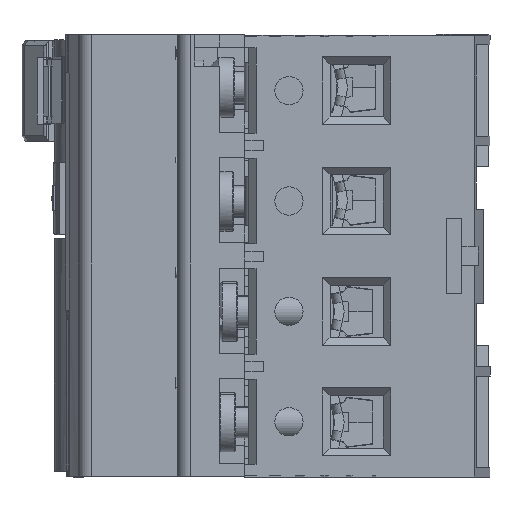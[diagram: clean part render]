
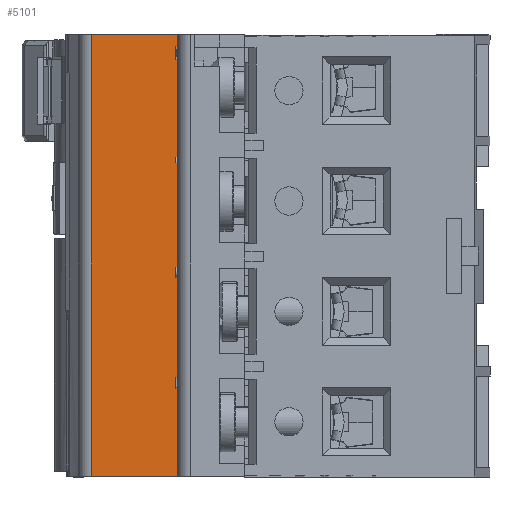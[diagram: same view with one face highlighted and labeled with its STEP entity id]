
A CAD part, left-side view. The second image highlights one B-rep face of the part: STEP entity #5101.
In plain terms, the highlighted planar face has unit normal (-1, 0, 0).
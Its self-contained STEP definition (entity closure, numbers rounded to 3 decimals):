
#2646 = VECTOR ( 'NONE', #5447, 1000. ) ;
#3019 = DIRECTION ( 'NONE',  ( 0., -1., 0. ) ) ;
#5101 = ADVANCED_FACE ( 'NONE', ( #41549 ), #37523, .T. ) ;
#5447 = DIRECTION ( 'NONE',  ( 0., 0., -1. ) ) ;
#5942 = VERTEX_POINT ( 'NONE', #28718 ) ;
#9384 = EDGE_CURVE ( 'NONE', #64650, #64697, #50216, .T. ) ;
#9977 = CARTESIAN_POINT ( 'NONE',  ( 132.45, 70.554, 19.113 ) ) ;
#12346 = EDGE_LOOP ( 'NONE', ( #19368, #15762, #30576, #56089 ) ) ;
#14790 = DIRECTION ( 'NONE',  ( 0., -1., 0. ) ) ;
#15762 = ORIENTED_EDGE ( 'NONE', *, *, #50910, .T. ) ;
#16443 = VECTOR ( 'NONE', #54818, 1000. ) ;
#18560 = LINE ( 'NONE', #45200, #39596 ) ;
#19368 = ORIENTED_EDGE ( 'NONE', *, *, #35423, .T. ) ;
#22793 = VECTOR ( 'NONE', #51875, 1000. ) ;
#24719 = EDGE_CURVE ( 'NONE', #64650, #5942, #33768, .T. ) ;
#25213 = CARTESIAN_POINT ( 'NONE',  ( 132.45, 70.554, -19.487 ) ) ;
#25795 = DIRECTION ( 'NONE',  ( -1., 0., 0. ) ) ;
#28718 = CARTESIAN_POINT ( 'NONE',  ( 132.45, 56.753, -51.287 ) ) ;
#30576 = ORIENTED_EDGE ( 'NONE', *, *, #24719, .F. ) ;
#33765 = AXIS2_PLACEMENT_3D ( 'NONE', #55394, #25795, #3019 ) ;
#33768 = LINE ( 'NONE', #70816, #2646 ) ;
#35423 = EDGE_CURVE ( 'NONE', #64697, #50871, #73965, .T. ) ;
#37523 = PLANE ( 'NONE',  #33765 ) ;
#39596 = VECTOR ( 'NONE', #14790, 1000. ) ;
#41549 = FACE_OUTER_BOUND ( 'NONE', #12346, .T. ) ;
#45200 = CARTESIAN_POINT ( 'NONE',  ( 132.45, 70.554, -51.287 ) ) ;
#50216 = LINE ( 'NONE', #9977, #22793 ) ;
#50871 = VERTEX_POINT ( 'NONE', #62548 ) ;
#50910 = EDGE_CURVE ( 'NONE', #50871, #5942, #18560, .T. ) ;
#51875 = DIRECTION ( 'NONE',  ( 0., 1., 0. ) ) ;
#53844 = CARTESIAN_POINT ( 'NONE',  ( 132.45, 70.554, 19.113 ) ) ;
#54818 = DIRECTION ( 'NONE',  ( 0., 0., -1. ) ) ;
#55394 = CARTESIAN_POINT ( 'NONE',  ( 132.45, 70.554, -19.487 ) ) ;
#56089 = ORIENTED_EDGE ( 'NONE', *, *, #9384, .T. ) ;
#62548 = CARTESIAN_POINT ( 'NONE',  ( 132.45, 70.554, -51.287 ) ) ;
#64650 = VERTEX_POINT ( 'NONE', #71456 ) ;
#64697 = VERTEX_POINT ( 'NONE', #53844 ) ;
#70816 = CARTESIAN_POINT ( 'NONE',  ( 132.45, 56.753, -24.887 ) ) ;
#71456 = CARTESIAN_POINT ( 'NONE',  ( 132.45, 56.753, 19.113 ) ) ;
#73965 = LINE ( 'NONE', #25213, #16443 ) ;
